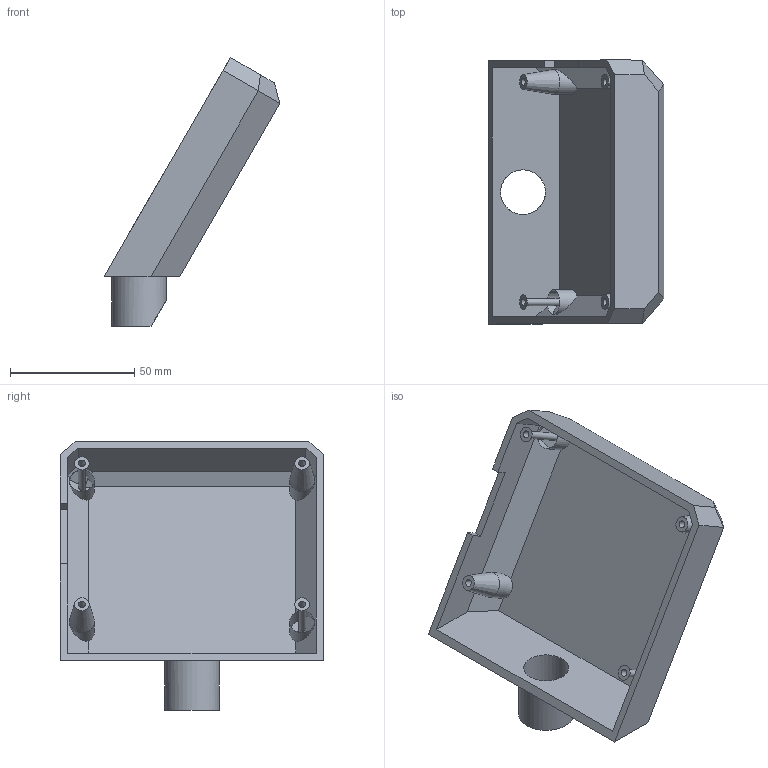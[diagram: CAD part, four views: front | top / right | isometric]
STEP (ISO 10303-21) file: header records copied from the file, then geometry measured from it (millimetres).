
FILE_DESCRIPTION(/* description */ (''),/* implementation_level */ '2;1');
FILE_NAME(/* name */ '12864 Rear Cover.step',/* time_stamp */ '2018-04-20T07:51:56+02:00',/* author */ (''),/* organization */ (''),/* preprocessor_version */ 'ST-DEVELOPER v17',/* originating_system */ 'Autodesk Translation Framework v7.1.0.215',/* authorisation */ '');
FILE_SCHEMA (('AUTOMOTIVE_DESIGN { 1 0 10303 214 3 1 1 }'));
Length unit declared in the file: millimetre
Products named in the file (1): 12864 Rear Cover
Bounding box: 70.64 x 106 x 108.04 mm (x, y, z)
Volume: 56840.8 mm3; surface area: 39827 mm2
Topology: 1 solids, 1 shells, 52 faces, 129 edges, 83 vertices
Faces by surface type: plane 38, cylinder 10, cone 4
Full cylindrical faces by diameter (mm): 2.8 x4, 10 x4, 18 x1, 22 x1
Entity records: 1586 total; most frequent: DIRECTION 276, CARTESIAN_POINT 265, ORIENTED_EDGE 258, EDGE_CURVE 129, AXIS2_PLACEMENT_3D 94, LINE 88, VECTOR 88, VERTEX_POINT 83
